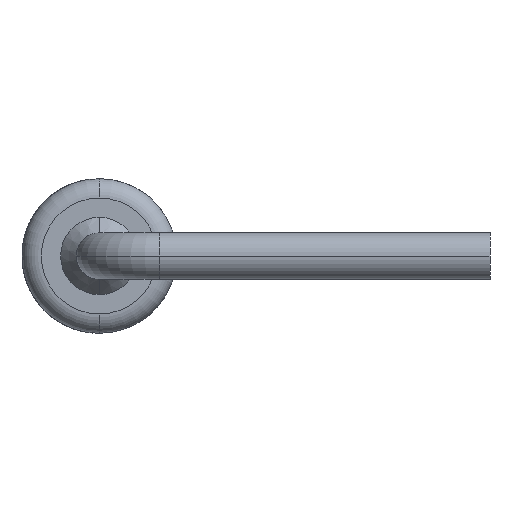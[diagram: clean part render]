
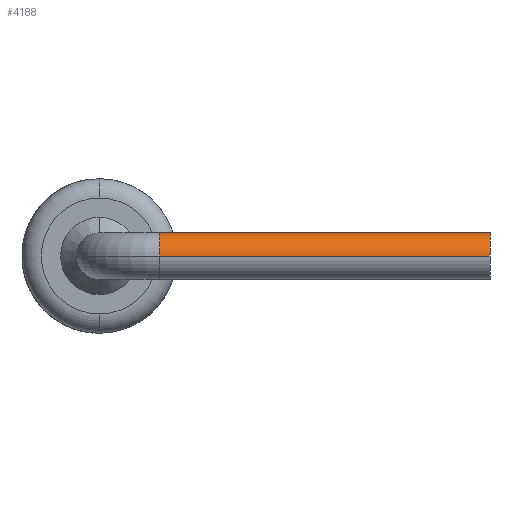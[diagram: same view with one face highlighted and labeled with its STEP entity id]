
A CAD part, left-side view. The second image highlights one B-rep face of the part: STEP entity #4188.
In plain terms, the highlighted cylindrical face has radius 0.229 mm (diameter 0.458 mm), a partial arc.
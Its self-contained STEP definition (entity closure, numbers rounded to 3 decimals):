
#71 = EDGE_LOOP ( 'NONE', ( #1071, #175, #3108, #2400 ) ) ;
#175 = ORIENTED_EDGE ( 'NONE', *, *, #1465, .T. ) ;
#217 = CARTESIAN_POINT ( 'NONE',  ( 0.229, 0.67, 0. ) ) ;
#221 = DIRECTION ( 'NONE',  ( 0., 1., 0. ) ) ;
#337 = DIRECTION ( 'NONE',  ( 1., 0., 0. ) ) ;
#497 = CARTESIAN_POINT ( 'NONE',  ( 0., -2.6, 0. ) ) ;
#509 = DIRECTION ( 'NONE',  ( 0., -1., 0. ) ) ;
#852 = CARTESIAN_POINT ( 'NONE',  ( 0.229, 0.67, 0. ) ) ;
#903 = CARTESIAN_POINT ( 'NONE',  ( -0.229, -2.6, 0. ) ) ;
#1071 = ORIENTED_EDGE ( 'NONE', *, *, #4707, .F. ) ;
#1129 = DIRECTION ( 'NONE',  ( 0., -1., 0. ) ) ;
#1347 = AXIS2_PLACEMENT_3D ( 'NONE', #497, #3995, #4343 ) ;
#1465 = EDGE_CURVE ( 'NONE', #3078, #2874, #3044, .T. ) ;
#1546 = VERTEX_POINT ( 'NONE', #217 ) ;
#1570 = DIRECTION ( 'NONE',  ( 0., -1., 0. ) ) ;
#1775 = DIRECTION ( 'NONE',  ( 0., 0., -1. ) ) ;
#2044 = EDGE_CURVE ( 'NONE', #2874, #4443, #3524, .T. ) ;
#2089 = AXIS2_PLACEMENT_3D ( 'NONE', #4299, #1570, #337 ) ;
#2149 = VECTOR ( 'NONE', #1129, 1000. ) ;
#2264 = VECTOR ( 'NONE', #509, 1000. ) ;
#2400 = ORIENTED_EDGE ( 'NONE', *, *, #4542, .F. ) ;
#2821 = LINE ( 'NONE', #852, #2264 ) ;
#2874 = VERTEX_POINT ( 'NONE', #903 ) ;
#2898 = CARTESIAN_POINT ( 'NONE',  ( -0.229, 0.67, 0. ) ) ;
#3044 = LINE ( 'NONE', #4605, #2149 ) ;
#3078 = VERTEX_POINT ( 'NONE', #2898 ) ;
#3108 = ORIENTED_EDGE ( 'NONE', *, *, #2044, .T. ) ;
#3485 = FACE_OUTER_BOUND ( 'NONE', #71, .T. ) ;
#3524 = CIRCLE ( 'NONE', #1347, 0.229 ) ;
#3706 = CARTESIAN_POINT ( 'NONE',  ( 0., 0.67, 0. ) ) ;
#3841 = CARTESIAN_POINT ( 'NONE',  ( 0.229, -2.6, 0. ) ) ;
#3995 = DIRECTION ( 'NONE',  ( 0., 1., 0. ) ) ;
#4188 = ADVANCED_FACE ( 'NONE', ( #3485 ), #4276, .T. ) ;
#4276 = CYLINDRICAL_SURFACE ( 'NONE', #2089, 0.229 ) ;
#4299 = CARTESIAN_POINT ( 'NONE',  ( 0., 0.67, 0. ) ) ;
#4343 = DIRECTION ( 'NONE',  ( 0., 0., -1. ) ) ;
#4443 = VERTEX_POINT ( 'NONE', #3841 ) ;
#4538 = AXIS2_PLACEMENT_3D ( 'NONE', #3706, #221, #1775 ) ;
#4542 = EDGE_CURVE ( 'NONE', #1546, #4443, #2821, .T. ) ;
#4605 = CARTESIAN_POINT ( 'NONE',  ( -0.229, 0.67, 0. ) ) ;
#4707 = EDGE_CURVE ( 'NONE', #3078, #1546, #4859, .T. ) ;
#4859 = CIRCLE ( 'NONE', #4538, 0.229 ) ;
